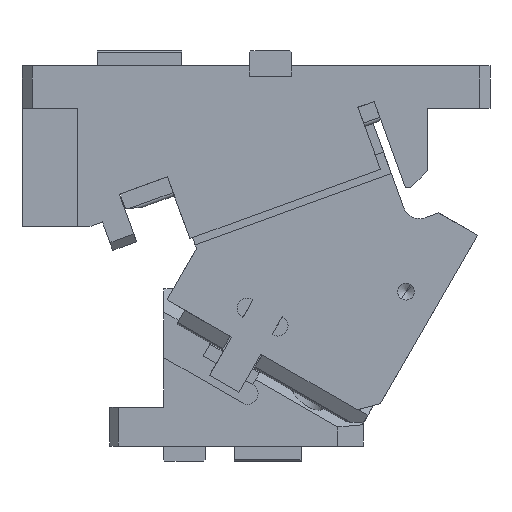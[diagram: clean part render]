
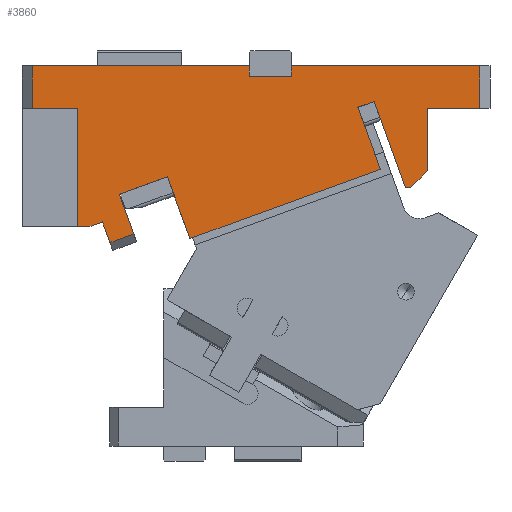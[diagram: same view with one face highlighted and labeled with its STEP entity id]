
A CAD part, front view. The second image highlights one B-rep face of the part: STEP entity #3860.
In plain terms, the highlighted planar face has unit normal (0, -1, 0).
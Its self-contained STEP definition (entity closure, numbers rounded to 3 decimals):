
#238=CARTESIAN_POINT('Vertex',(-29.61,-42.5,75.26)) ;
#266=CARTESIAN_POINT('Vertex',(1.39,-42.5,75.26)) ;
#269=CARTESIAN_POINT('Line Origine',(-14.11,-42.5,75.26)) ;
#342=CARTESIAN_POINT('Line Origine',(1.39,-42.5,87.76)) ;
#346=CARTESIAN_POINT('Vertex',(1.39,-42.5,100.26)) ;
#671=CARTESIAN_POINT('Vertex',(-203.488,-42.5,0.848)) ;
#674=CARTESIAN_POINT('Line Origine',(-210.536,-42.5,-1.717)) ;
#678=CARTESIAN_POINT('Vertex',(-217.584,-42.5,-4.283)) ;
#702=CARTESIAN_POINT('Vertex',(-222.03,-42.5,7.933)) ;
#705=CARTESIAN_POINT('Line Origine',(-219.807,-42.5,1.825)) ;
#724=CARTESIAN_POINT('Line Origine',(-225.702,-42.5,6.597)) ;
#728=CARTESIAN_POINT('Vertex',(-229.375,-42.5,5.26)) ;
#755=CARTESIAN_POINT('Line Origine',(-232.992,-42.5,5.26)) ;
#759=CARTESIAN_POINT('Vertex',(-236.61,-42.5,5.26)) ;
#889=CARTESIAN_POINT('Vertex',(-263.61,-42.5,75.26)) ;
#892=CARTESIAN_POINT('Line Origine',(-263.61,-42.5,87.76)) ;
#896=CARTESIAN_POINT('Vertex',(-263.61,-42.5,100.26)) ;
#916=CARTESIAN_POINT('Line Origine',(-250.11,-42.5,75.26)) ;
#920=CARTESIAN_POINT('Vertex',(-236.61,-42.5,75.26)) ;
#1157=CARTESIAN_POINT('Line Origine',(-199.36,-42.5,100.26)) ;
#1161=CARTESIAN_POINT('Vertex',(-135.11,-42.5,100.26)) ;
#1860=CARTESIAN_POINT('Vertex',(-110.11,-42.5,94.26)) ;
#1863=CARTESIAN_POINT('Line Origine',(-110.11,-42.5,97.26)) ;
#1867=CARTESIAN_POINT('Vertex',(-110.11,-42.5,100.26)) ;
#1900=CARTESIAN_POINT('Vertex',(-135.11,-42.5,94.26)) ;
#1903=CARTESIAN_POINT('Line Origine',(-122.61,-42.5,94.26)) ;
#2067=CARTESIAN_POINT('Line Origine',(-236.61,-42.5,40.26)) ;
#2354=CARTESIAN_POINT('Line Origine',(-135.11,-42.5,97.26)) ;
#2729=CARTESIAN_POINT('Line Origine',(-29.61,-42.5,56.76)) ;
#2733=CARTESIAN_POINT('Vertex',(-29.61,-42.5,38.26)) ;
#2753=CARTESIAN_POINT('Line Origine',(-34.61,-42.5,33.26)) ;
#2757=CARTESIAN_POINT('Vertex',(-39.61,-42.5,28.26)) ;
#2777=CARTESIAN_POINT('Line Origine',(-41.137,-42.5,28.26)) ;
#2781=CARTESIAN_POINT('Vertex',(-42.665,-42.5,28.26)) ;
#3099=CARTESIAN_POINT('Line Origine',(-51.941,-42.5,53.747)) ;
#3103=CARTESIAN_POINT('Vertex',(-61.218,-42.5,79.234)) ;
#3301=CARTESIAN_POINT('Line Origine',(-113.836,-42.5,18.58)) ;
#3305=CARTESIAN_POINT('Vertex',(-57.455,-42.5,39.101)) ;
#3307=CARTESIAN_POINT('Vertex',(-170.218,-42.5,-1.941)) ;
#3443=CARTESIAN_POINT('Line Origine',(-64.124,-42.5,57.425)) ;
#3447=CARTESIAN_POINT('Vertex',(-70.793,-42.5,75.749)) ;
#3507=CARTESIAN_POINT('Line Origine',(-176.887,-42.5,16.383)) ;
#3511=CARTESIAN_POINT('Vertex',(-183.557,-42.5,34.707)) ;
#3753=CARTESIAN_POINT('Line Origine',(-197.798,-42.5,29.523)) ;
#3757=CARTESIAN_POINT('Vertex',(-212.039,-42.5,24.34)) ;
#3777=CARTESIAN_POINT('Line Origine',(-66.006,-42.5,77.492)) ;
#3810=CARTESIAN_POINT('Line Origine',(-207.763,-42.5,12.594)) ;
#3824=CARTESIAN_POINT('Axis2P3D Location',(0.,-42.5,0.)) ;
#3829=CARTESIAN_POINT('Line Origine',(-54.36,-42.5,100.26)) ;
#270=DIRECTION('Vector Direction',(-1.,0.,0.)) ;
#343=DIRECTION('Vector Direction',(0.,0.,1.)) ;
#675=DIRECTION('Vector Direction',(0.94,0.,0.342)) ;
#706=DIRECTION('Vector Direction',(0.342,0.,-0.94)) ;
#725=DIRECTION('Vector Direction',(0.94,0.,0.342)) ;
#756=DIRECTION('Vector Direction',(-1.,0.,0.)) ;
#893=DIRECTION('Vector Direction',(0.,0.,-1.)) ;
#917=DIRECTION('Vector Direction',(-1.,0.,0.)) ;
#1158=DIRECTION('Vector Direction',(-1.,0.,0.)) ;
#1864=DIRECTION('Vector Direction',(0.,0.,1.)) ;
#1904=DIRECTION('Vector Direction',(-1.,0.,0.)) ;
#2068=DIRECTION('Vector Direction',(0.,0.,1.)) ;
#2355=DIRECTION('Vector Direction',(0.,0.,1.)) ;
#2730=DIRECTION('Vector Direction',(0.,0.,-1.)) ;
#2754=DIRECTION('Vector Direction',(0.707,0.,0.707)) ;
#2778=DIRECTION('Vector Direction',(1.,0.,0.)) ;
#3100=DIRECTION('Vector Direction',(-0.342,0.,0.94)) ;
#3302=DIRECTION('Vector Direction',(-0.94,0.,-0.342)) ;
#3444=DIRECTION('Vector Direction',(-0.342,0.,0.94)) ;
#3508=DIRECTION('Vector Direction',(0.342,0.,-0.94)) ;
#3754=DIRECTION('Vector Direction',(0.94,0.,0.342)) ;
#3778=DIRECTION('Vector Direction',(0.94,0.,0.342)) ;
#3811=DIRECTION('Vector Direction',(0.342,0.,-0.94)) ;
#3825=DIRECTION('Axis2P3D Direction',(0.,1.,0.)) ;
#3826=DIRECTION('Axis2P3D XDirection',(0.,0.,1.)) ;
#3830=DIRECTION('Vector Direction',(-1.,0.,0.)) ;
#3827=AXIS2_PLACEMENT_3D('Plane Axis2P3D',#3824,#3825,#3826) ;
#3835=ORIENTED_EDGE('',*,*,#3814,.F.) ;
#3836=ORIENTED_EDGE('',*,*,#3759,.T.) ;
#3837=ORIENTED_EDGE('',*,*,#3513,.T.) ;
#3838=ORIENTED_EDGE('',*,*,#3309,.F.) ;
#3839=ORIENTED_EDGE('',*,*,#3449,.T.) ;
#3840=ORIENTED_EDGE('',*,*,#3781,.T.) ;
#3841=ORIENTED_EDGE('',*,*,#3105,.F.) ;
#3842=ORIENTED_EDGE('',*,*,#2783,.T.) ;
#3843=ORIENTED_EDGE('',*,*,#2759,.T.) ;
#3844=ORIENTED_EDGE('',*,*,#2735,.F.) ;
#3845=ORIENTED_EDGE('',*,*,#273,.F.) ;
#3846=ORIENTED_EDGE('',*,*,#348,.T.) ;
#3847=ORIENTED_EDGE('',*,*,#3833,.T.) ;
#3848=ORIENTED_EDGE('',*,*,#1869,.F.) ;
#3849=ORIENTED_EDGE('',*,*,#1907,.T.) ;
#3850=ORIENTED_EDGE('',*,*,#2358,.T.) ;
#3851=ORIENTED_EDGE('',*,*,#1163,.T.) ;
#3852=ORIENTED_EDGE('',*,*,#898,.T.) ;
#3853=ORIENTED_EDGE('',*,*,#922,.F.) ;
#3854=ORIENTED_EDGE('',*,*,#2071,.F.) ;
#3855=ORIENTED_EDGE('',*,*,#761,.F.) ;
#3856=ORIENTED_EDGE('',*,*,#730,.T.) ;
#3857=ORIENTED_EDGE('',*,*,#709,.T.) ;
#3858=ORIENTED_EDGE('',*,*,#680,.T.) ;
#271=VECTOR('Line Direction',#270,1.) ;
#344=VECTOR('Line Direction',#343,1.) ;
#676=VECTOR('Line Direction',#675,1.) ;
#707=VECTOR('Line Direction',#706,1.) ;
#726=VECTOR('Line Direction',#725,1.) ;
#757=VECTOR('Line Direction',#756,1.) ;
#894=VECTOR('Line Direction',#893,1.) ;
#918=VECTOR('Line Direction',#917,1.) ;
#1159=VECTOR('Line Direction',#1158,1.) ;
#1865=VECTOR('Line Direction',#1864,1.) ;
#1905=VECTOR('Line Direction',#1904,1.) ;
#2069=VECTOR('Line Direction',#2068,1.) ;
#2356=VECTOR('Line Direction',#2355,1.) ;
#2731=VECTOR('Line Direction',#2730,1.) ;
#2755=VECTOR('Line Direction',#2754,1.) ;
#2779=VECTOR('Line Direction',#2778,1.) ;
#3101=VECTOR('Line Direction',#3100,1.) ;
#3303=VECTOR('Line Direction',#3302,1.) ;
#3445=VECTOR('Line Direction',#3444,1.) ;
#3509=VECTOR('Line Direction',#3508,1.) ;
#3755=VECTOR('Line Direction',#3754,1.) ;
#3779=VECTOR('Line Direction',#3778,1.) ;
#3812=VECTOR('Line Direction',#3811,1.) ;
#3831=VECTOR('Line Direction',#3830,1.) ;
#3860=ADVANCED_FACE('CAM HOLDER',(#3859),#3828,.F.) ;
#273=EDGE_CURVE('',#267,#239,#272,.T.) ;
#348=EDGE_CURVE('',#267,#347,#345,.T.) ;
#680=EDGE_CURVE('',#679,#672,#677,.T.) ;
#709=EDGE_CURVE('',#703,#679,#708,.T.) ;
#730=EDGE_CURVE('',#729,#703,#727,.T.) ;
#761=EDGE_CURVE('',#729,#760,#758,.T.) ;
#898=EDGE_CURVE('',#897,#890,#895,.T.) ;
#922=EDGE_CURVE('',#921,#890,#919,.T.) ;
#1163=EDGE_CURVE('',#1162,#897,#1160,.T.) ;
#1869=EDGE_CURVE('',#1861,#1868,#1866,.T.) ;
#1907=EDGE_CURVE('',#1861,#1901,#1906,.T.) ;
#2071=EDGE_CURVE('',#760,#921,#2070,.T.) ;
#2358=EDGE_CURVE('',#1901,#1162,#2357,.T.) ;
#2735=EDGE_CURVE('',#239,#2734,#2732,.T.) ;
#2759=EDGE_CURVE('',#2758,#2734,#2756,.T.) ;
#2783=EDGE_CURVE('',#2782,#2758,#2780,.T.) ;
#3105=EDGE_CURVE('',#2782,#3104,#3102,.T.) ;
#3309=EDGE_CURVE('',#3306,#3308,#3304,.T.) ;
#3449=EDGE_CURVE('',#3306,#3448,#3446,.T.) ;
#3513=EDGE_CURVE('',#3512,#3308,#3510,.T.) ;
#3759=EDGE_CURVE('',#3758,#3512,#3756,.T.) ;
#3781=EDGE_CURVE('',#3448,#3104,#3780,.T.) ;
#3814=EDGE_CURVE('',#3758,#672,#3813,.T.) ;
#3833=EDGE_CURVE('',#347,#1868,#3832,.T.) ;
#3834=EDGE_LOOP('',(#3835,#3836,#3837,#3838,#3839,#3840,#3841,#3842,#3843,#3844,#3845,#3846,#3847,#3848,#3849,#3850,#3851,#3852,#3853,#3854,#3855,#3856,#3857,#3858)) ;
#3859=FACE_OUTER_BOUND('',#3834,.T.) ;
#272=LINE('Line',#269,#271) ;
#345=LINE('Line',#342,#344) ;
#677=LINE('Line',#674,#676) ;
#708=LINE('Line',#705,#707) ;
#727=LINE('Line',#724,#726) ;
#758=LINE('Line',#755,#757) ;
#895=LINE('Line',#892,#894) ;
#919=LINE('Line',#916,#918) ;
#1160=LINE('Line',#1157,#1159) ;
#1866=LINE('Line',#1863,#1865) ;
#1906=LINE('Line',#1903,#1905) ;
#2070=LINE('Line',#2067,#2069) ;
#2357=LINE('Line',#2354,#2356) ;
#2732=LINE('Line',#2729,#2731) ;
#2756=LINE('Line',#2753,#2755) ;
#2780=LINE('Line',#2777,#2779) ;
#3102=LINE('Line',#3099,#3101) ;
#3304=LINE('Line',#3301,#3303) ;
#3446=LINE('Line',#3443,#3445) ;
#3510=LINE('Line',#3507,#3509) ;
#3756=LINE('Line',#3753,#3755) ;
#3780=LINE('Line',#3777,#3779) ;
#3813=LINE('Line',#3810,#3812) ;
#3832=LINE('Line',#3829,#3831) ;
#3828=PLANE('Plane',#3827) ;
#239=VERTEX_POINT('',#238) ;
#267=VERTEX_POINT('',#266) ;
#347=VERTEX_POINT('',#346) ;
#672=VERTEX_POINT('',#671) ;
#679=VERTEX_POINT('',#678) ;
#703=VERTEX_POINT('',#702) ;
#729=VERTEX_POINT('',#728) ;
#760=VERTEX_POINT('',#759) ;
#890=VERTEX_POINT('',#889) ;
#897=VERTEX_POINT('',#896) ;
#921=VERTEX_POINT('',#920) ;
#1162=VERTEX_POINT('',#1161) ;
#1861=VERTEX_POINT('',#1860) ;
#1868=VERTEX_POINT('',#1867) ;
#1901=VERTEX_POINT('',#1900) ;
#2734=VERTEX_POINT('',#2733) ;
#2758=VERTEX_POINT('',#2757) ;
#2782=VERTEX_POINT('',#2781) ;
#3104=VERTEX_POINT('',#3103) ;
#3306=VERTEX_POINT('',#3305) ;
#3308=VERTEX_POINT('',#3307) ;
#3448=VERTEX_POINT('',#3447) ;
#3512=VERTEX_POINT('',#3511) ;
#3758=VERTEX_POINT('',#3757) ;
